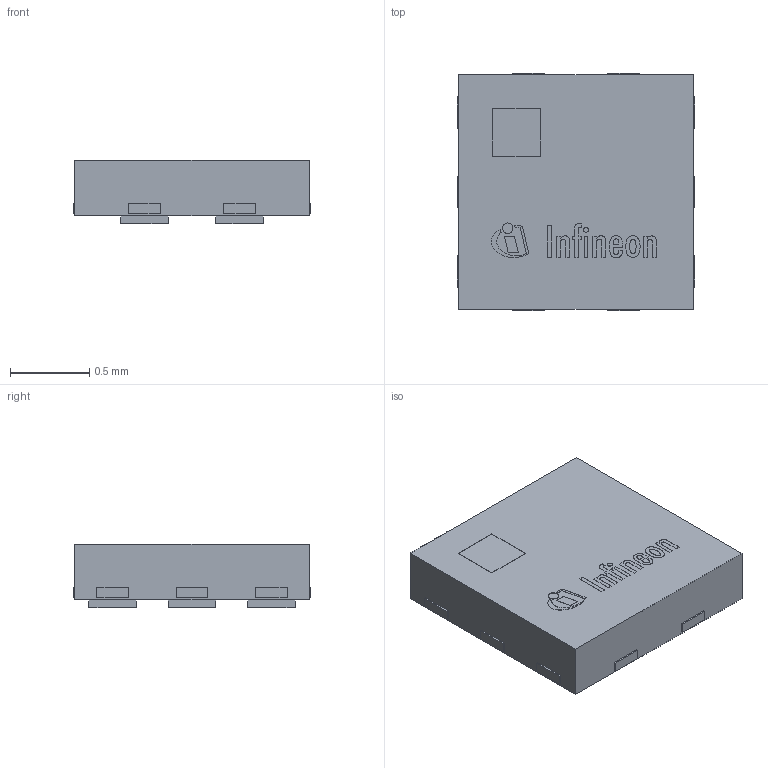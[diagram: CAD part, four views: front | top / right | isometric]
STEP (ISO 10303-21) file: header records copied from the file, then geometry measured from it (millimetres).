
FILE_DESCRIPTION(/* description */ (''),/* implementation_level */ '2;1');
FILE_NAME(/* name */ 'PG-TSNP-6-12_Z8B00199632_V04_3D.stp',/* time_stamp */ '2021-05-25T10:15:55+06:00',/* author */ ('janartha'),/* organization */ (''),/* preprocessor_version */ 'ST-DEVELOPER v16.13',/* originating_system */ 'AutoCAD Mechanical',/* authorisation */ '');
FILE_SCHEMA (('AUTOMOTIVE_DESIGN { 1 0 10303 214 3 1 1 }'));
Length unit declared in the file: millimetre
Products named in the file (1): Product
Bounding box: 1.5 x 1.5 x 0.4 mm (x, y, z)
Volume: 0.8 mm3; surface area: 8.5 mm2
Topology: 27 solids, 131 shells, 315 faces, 1056 edges, 900 vertices
Faces by surface type: plane 194, cylinder 121
Full cylindrical faces by diameter (mm): 0.032 x1, 0.066 x1
Entity records: 11973 total; most frequent: CARTESIAN_POINT 2270, DIRECTION 2096, ORIENTED_EDGE 1520, EDGE_CURVE 1054, VERTEX_POINT 900, AXIS2_PLACEMENT_3D 726, LINE 644, VECTOR 644
